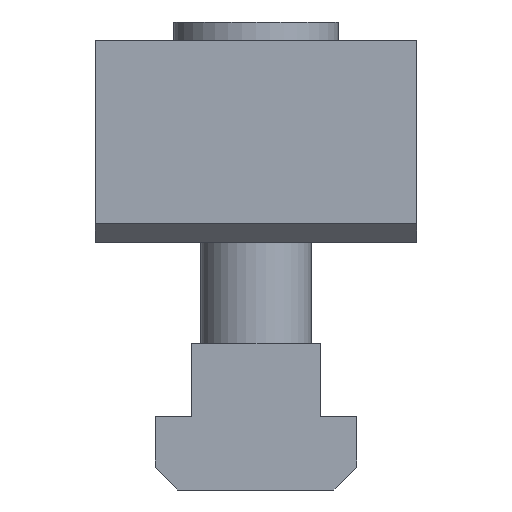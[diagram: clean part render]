
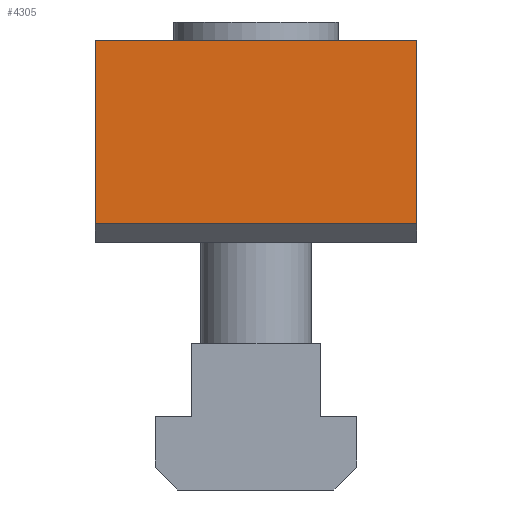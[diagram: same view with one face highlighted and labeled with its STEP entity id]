
A CAD part, left-side view. The second image highlights one B-rep face of the part: STEP entity #4305.
In plain terms, the highlighted planar face has unit normal (-1, 0, 0).
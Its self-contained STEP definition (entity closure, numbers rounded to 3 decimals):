
#76 = CARTESIAN_POINT ( 'NONE',  ( -40., 17.5, 22. ) ) ;
#243 = B_SPLINE_CURVE_WITH_KNOTS ( 'NONE', 3,
 ( #5750, #2802, #5106, #483 ),
 .UNSPECIFIED., .F., .F.,
 ( 4, 4 ),
 ( 0., 1. ),
 .UNSPECIFIED. ) ;
#483 = CARTESIAN_POINT ( 'NONE',  ( -40., 17.5, 2. ) ) ;
#979 = CARTESIAN_POINT ( 'NONE',  ( -40., -17.5, 8.667 ) ) ;
#1131 = CARTESIAN_POINT ( 'NONE',  ( -40., 17.5, 2. ) ) ;
#1320 = ORIENTED_EDGE ( 'NONE', *, *, #1795, .T. ) ;
#1475 = CARTESIAN_POINT ( 'NONE',  ( -40., -17.5, 15.333 ) ) ;
#1582 = CARTESIAN_POINT ( 'NONE',  ( -40., -17.5, 2. ) ) ;
#1675 = B_SPLINE_CURVE_WITH_KNOTS ( 'NONE', 3,
 ( #1131, #3439, #1701, #5243 ),
 .UNSPECIFIED., .F., .F.,
 ( 4, 4 ),
 ( 0., 1. ),
 .UNSPECIFIED. ) ;
#1701 = CARTESIAN_POINT ( 'NONE',  ( -40., -5.833, 2. ) ) ;
#1783 = CARTESIAN_POINT ( 'NONE',  ( -40., -17.5, 2. ) ) ;
#1795 = EDGE_CURVE ( 'NONE', #6761, #5204, #1675, .T. ) ;
#2045 = ORIENTED_EDGE ( 'NONE', *, *, #5517, .T. ) ;
#2270 = PLANE ( 'NONE',  #6822 ) ;
#2717 = B_SPLINE_CURVE_WITH_KNOTS ( 'NONE', 3,
 ( #6782, #1475, #979, #1582 ),
 .UNSPECIFIED., .F., .F.,
 ( 4, 4 ),
 ( 0., 1. ),
 .UNSPECIFIED. ) ;
#2802 = CARTESIAN_POINT ( 'NONE',  ( -40., 17.5, 15.333 ) ) ;
#3152 = CARTESIAN_POINT ( 'NONE',  ( -40., -17.5, 2. ) ) ;
#3168 = VERTEX_POINT ( 'NONE', #3637 ) ;
#3198 = ORIENTED_EDGE ( 'NONE', *, *, #5792, .T. ) ;
#3301 = EDGE_CURVE ( 'NONE', #3168, #5204, #2717, .T. ) ;
#3439 = CARTESIAN_POINT ( 'NONE',  ( -40., 5.833, 2. ) ) ;
#3520 = FACE_OUTER_BOUND ( 'NONE', #5131, .T. ) ;
#3637 = CARTESIAN_POINT ( 'NONE',  ( -40., -17.5, 22. ) ) ;
#3658 = ORIENTED_EDGE ( 'NONE', *, *, #3301, .F. ) ;
#4075 = CARTESIAN_POINT ( 'NONE',  ( -40., -17.5, 22. ) ) ;
#4139 = DIRECTION ( 'NONE',  ( -1., 0., 0. ) ) ;
#4305 = ADVANCED_FACE ( 'NONE', ( #3520 ), #2270, .T. ) ;
#5106 = CARTESIAN_POINT ( 'NONE',  ( -40., 17.5, 8.667 ) ) ;
#5131 = EDGE_LOOP ( 'NONE', ( #3658, #2045, #3198, #1320 ) ) ;
#5204 = VERTEX_POINT ( 'NONE', #3152 ) ;
#5243 = CARTESIAN_POINT ( 'NONE',  ( -40., -17.5, 2. ) ) ;
#5273 = CARTESIAN_POINT ( 'NONE',  ( -40., 17.5, 2. ) ) ;
#5517 = EDGE_CURVE ( 'NONE', #3168, #6552, #5789, .T. ) ;
#5750 = CARTESIAN_POINT ( 'NONE',  ( -40., 17.5, 22. ) ) ;
#5789 = B_SPLINE_CURVE_WITH_KNOTS ( 'NONE', 3,
 ( #4075, #6431, #6965, #76 ),
 .UNSPECIFIED., .F., .F.,
 ( 4, 4 ),
 ( 0., 1. ),
 .UNSPECIFIED. ) ;
#5792 = EDGE_CURVE ( 'NONE', #6552, #6761, #243, .T. ) ;
#6105 = CARTESIAN_POINT ( 'NONE',  ( -40., 17.5, 22. ) ) ;
#6417 = DIRECTION ( 'NONE',  ( 0., 0., 1. ) ) ;
#6431 = CARTESIAN_POINT ( 'NONE',  ( -40., -5.833, 22. ) ) ;
#6552 = VERTEX_POINT ( 'NONE', #6105 ) ;
#6761 = VERTEX_POINT ( 'NONE', #5273 ) ;
#6782 = CARTESIAN_POINT ( 'NONE',  ( -40., -17.5, 22. ) ) ;
#6822 = AXIS2_PLACEMENT_3D ( 'NONE', #1783, #4139, #6417 ) ;
#6965 = CARTESIAN_POINT ( 'NONE',  ( -40., 5.833, 22. ) ) ;
